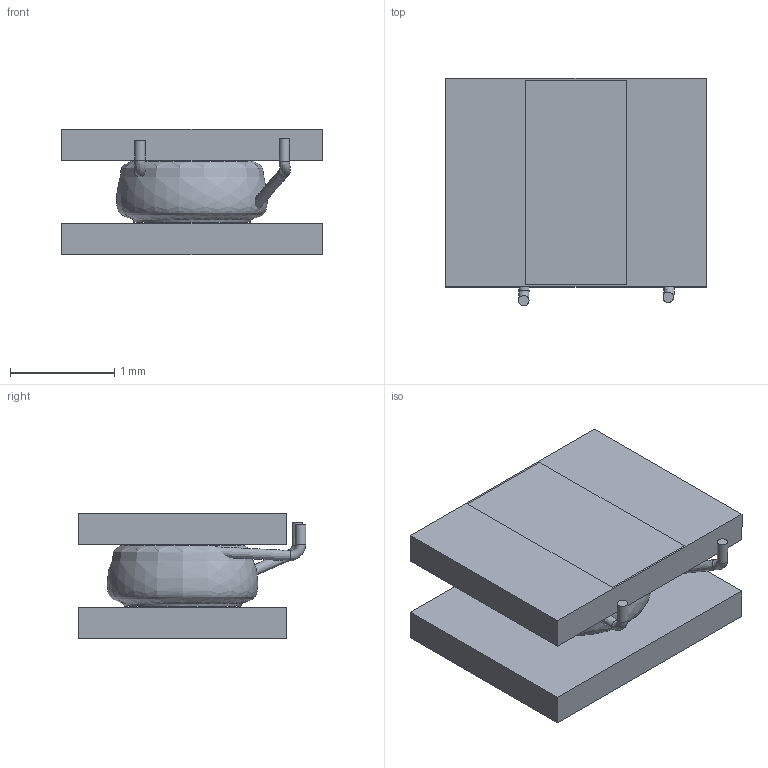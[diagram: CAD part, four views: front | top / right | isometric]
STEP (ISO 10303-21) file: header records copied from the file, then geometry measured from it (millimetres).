
FILE_DESCRIPTION(/* description */ (''),/* implementation_level */ '2;1');
FILE_NAME(/* name */ '252012',/* time_stamp */ '2014-05-08T16:42:55+08:00',/* author */ (''),/* organization */ (''),/* preprocessor_version */ 'ST-DEVELOPER v9',/* originating_system */ 'UGS - NX 4.0',/* authorisation */ '');
FILE_SCHEMA (('CONFIG_CONTROL_DESIGN'));
Length unit declared in the file: millimetre
Products named in the file (1): Admi42AE8s26
Bounding box: 2.5 x 2.18 x 1.2 mm (x, y, z)
Volume: 4.3 mm3; surface area: 48.1 mm2
Topology: 4 solids, 4 shells, 43 faces, 98 edges, 65 vertices
Faces by surface type: plane 34, bspline 5, cylinder 3, revolution 1
Full cylindrical faces by diameter (mm): 0.1 x2, 0.75 x1
Entity records: 1766 total; most frequent: CARTESIAN_POINT 792, DIRECTION 169, ORIENTED_EDGE 168, EDGE_CURVE 84, LINE 72, VECTOR 72, VERTEX_POINT 60, EDGE_LOOP 56
